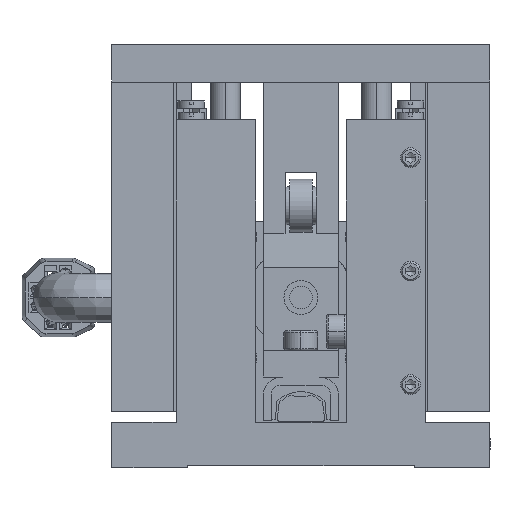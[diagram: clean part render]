
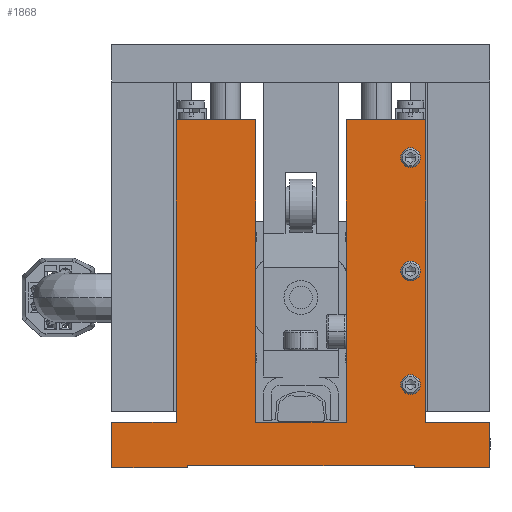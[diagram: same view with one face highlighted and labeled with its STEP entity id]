
A CAD part, left-side view. The second image highlights one B-rep face of the part: STEP entity #1868.
In plain terms, the highlighted planar face has unit normal (-1, 0, 0).
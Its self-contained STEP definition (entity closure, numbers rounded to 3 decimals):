
#1868=ADVANCED_FACE('',(#19227,#19228,#19229,#19230),#19226,.T.);
#19226=PLANE('',#42445);
#19227=FACE_OUTER_BOUND('',#42446,.T.);
#19228=FACE_BOUND('',#42447,.T.);
#19229=FACE_BOUND('',#42448,.T.);
#19230=FACE_BOUND('',#42449,.T.);
#42442=CARTESIAN_POINT('',(-25.,30.,50.6));
#42443=DIRECTION('',(-1.,0.,0.));
#42444=DIRECTION('',(0.,0.,-1.));
#42445=AXIS2_PLACEMENT_3D('',#42442,#42443,#42444);
#42446=EDGE_LOOP('',(#60792,#60793,#60794,#60795,#60796,#60797,#60798,#60799,#60800,#60801,#60802,#60803,#60804,#60805,#60806,#60807));
#42447=EDGE_LOOP('',(#60808,#60809));
#42448=EDGE_LOOP('',(#60810,#60811));
#42449=EDGE_LOOP('',(#60812,#60813));
#60792=ORIENTED_EDGE('',*,*,#71070,.T.);
#60793=ORIENTED_EDGE('',*,*,#71074,.T.);
#60794=ORIENTED_EDGE('',*,*,#70986,.T.);
#60795=ORIENTED_EDGE('',*,*,#71075,.T.);
#60796=ORIENTED_EDGE('',*,*,#71076,.T.);
#60797=ORIENTED_EDGE('',*,*,#71077,.T.);
#60798=ORIENTED_EDGE('',*,*,#71078,.T.);
#60799=ORIENTED_EDGE('',*,*,#69155,.T.);
#60800=ORIENTED_EDGE('',*,*,#69261,.T.);
#60801=ORIENTED_EDGE('',*,*,#69204,.F.);
#60802=ORIENTED_EDGE('',*,*,#71079,.T.);
#60803=ORIENTED_EDGE('',*,*,#70829,.T.);
#60804=ORIENTED_EDGE('',*,*,#70771,.T.);
#60805=ORIENTED_EDGE('',*,*,#70822,.F.);
#60806=ORIENTED_EDGE('',*,*,#71080,.T.);
#60807=ORIENTED_EDGE('',*,*,#71081,.F.);
#60808=ORIENTED_EDGE('',*,*,#71082,.F.);
#60809=ORIENTED_EDGE('',*,*,#71083,.F.);
#60810=ORIENTED_EDGE('',*,*,#71084,.F.);
#60811=ORIENTED_EDGE('',*,*,#71085,.F.);
#60812=ORIENTED_EDGE('',*,*,#71086,.F.);
#60813=ORIENTED_EDGE('',*,*,#71087,.F.);
#69155=EDGE_CURVE('',#88286,#88279,#88287,.T.);
#69204=EDGE_CURVE('',#88612,#88605,#88619,.T.);
#69261=EDGE_CURVE('',#88279,#88605,#89006,.T.);
#70771=EDGE_CURVE('',#99101,#99094,#99102,.T.);
#70822=EDGE_CURVE('',#99437,#99094,#99444,.T.);
#70829=EDGE_CURVE('',#99492,#99101,#99493,.T.);
#70986=EDGE_CURVE('',#100567,#100560,#100568,.T.);
#71070=EDGE_CURVE('',#101129,#101122,#101130,.T.);
#71074=EDGE_CURVE('',#101122,#100567,#101156,.T.);
#71075=EDGE_CURVE('',#100560,#101162,#101163,.T.);
#71076=EDGE_CURVE('',#101162,#101169,#101170,.T.);
#71077=EDGE_CURVE('',#101169,#101176,#101177,.T.);
#71078=EDGE_CURVE('',#101176,#88286,#101183,.T.);
#71079=EDGE_CURVE('',#88612,#99492,#101189,.T.);
#71080=EDGE_CURVE('',#99437,#101195,#101196,.T.);
#71081=EDGE_CURVE('',#101129,#101195,#101202,.T.);
#71082=EDGE_CURVE('',#101208,#101209,#101210,.T.);
#71083=EDGE_CURVE('',#101209,#101208,#101216,.T.);
#71084=EDGE_CURVE('',#101222,#101223,#101224,.T.);
#71085=EDGE_CURVE('',#101223,#101222,#101230,.T.);
#71086=EDGE_CURVE('',#101236,#101237,#101238,.T.);
#71087=EDGE_CURVE('',#101237,#101236,#101244,.T.);
#88279=VERTEX_POINT('',#126507);
#88286=VERTEX_POINT('',#126511);
#88287=LINE('',#126512,#126513);
#88605=VERTEX_POINT('',#126698);
#88612=VERTEX_POINT('',#126702);
#88619=LINE('',#126706,#126707);
#89006=LINE('',#126947,#126948);
#99094=VERTEX_POINT('',#132937);
#99101=VERTEX_POINT('',#132941);
#99102=LINE('',#132942,#132943);
#99437=VERTEX_POINT('',#133142);
#99444=LINE('',#133146,#133147);
#99492=VERTEX_POINT('',#133179);
#99493=LINE('',#133180,#133181);
#100560=VERTEX_POINT('',#133881);
#100567=VERTEX_POINT('',#133885);
#100568=LINE('',#133886,#133887);
#101122=VERTEX_POINT('',#134238);
#101129=VERTEX_POINT('',#134242);
#101130=LINE('',#134243,#134244);
#101156=LINE('',#134259,#134260);
#101162=VERTEX_POINT('',#134262);
#101163=LINE('',#134263,#134264);
#101169=VERTEX_POINT('',#134266);
#101170=LINE('',#134267,#134268);
#101176=VERTEX_POINT('',#134270);
#101177=LINE('',#134271,#134272);
#101183=LINE('',#134274,#134275);
#101189=LINE('',#134277,#134278);
#101195=VERTEX_POINT('',#134280);
#101196=LINE('',#134281,#134282);
#101202=LINE('',#134284,#134285);
#101208=VERTEX_POINT('',#134287);
#101209=VERTEX_POINT('',#134288);
#101210=CIRCLE('',#134292,1.3);
#101216=CIRCLE('',#134296,1.3);
#101222=VERTEX_POINT('',#134297);
#101223=VERTEX_POINT('',#134298);
#101224=CIRCLE('',#134302,1.3);
#101230=CIRCLE('',#134306,1.3);
#101236=VERTEX_POINT('',#134307);
#101237=VERTEX_POINT('',#134308);
#101238=CIRCLE('',#134312,1.3);
#101244=CIRCLE('',#134316,1.3);
#126507=CARTESIAN_POINT('',(-25.,-16.5,46.));
#126511=CARTESIAN_POINT('',(-25.,-16.5,6.));
#126512=CARTESIAN_POINT('',(-25.,-16.5,6.));
#126513=VECTOR('',#126514,40.);
#126514=DIRECTION('',(0.,0.,1.));
#126698=CARTESIAN_POINT('',(-25.,-6.,46.));
#126702=CARTESIAN_POINT('',(-25.,-6.,6.));
#126706=CARTESIAN_POINT('',(-25.,-6.,6.));
#126707=VECTOR('',#126708,40.);
#126708=DIRECTION('',(0.,0.,1.));
#126947=CARTESIAN_POINT('',(-25.,-16.5,46.));
#126948=VECTOR('',#126949,10.5);
#126949=DIRECTION('',(0.,1.,0.));
#132937=CARTESIAN_POINT('',(-25.,16.5,46.));
#132941=CARTESIAN_POINT('',(-25.,6.,46.));
#132942=CARTESIAN_POINT('',(-25.,6.,46.));
#132943=VECTOR('',#132944,10.5);
#132944=DIRECTION('',(0.,1.,0.));
#133142=CARTESIAN_POINT('',(-25.,16.5,6.));
#133146=CARTESIAN_POINT('',(-25.,16.5,6.));
#133147=VECTOR('',#133148,40.);
#133148=DIRECTION('',(0.,0.,1.));
#133179=CARTESIAN_POINT('',(-25.,6.,6.));
#133180=CARTESIAN_POINT('',(-25.,6.,6.));
#133181=VECTOR('',#133182,40.);
#133182=DIRECTION('',(0.,0.,1.));
#133881=CARTESIAN_POINT('',(-25.,-15.,0.3));
#133885=CARTESIAN_POINT('',(-25.,15.,0.3));
#133886=CARTESIAN_POINT('',(-25.,15.,0.3));
#133887=VECTOR('',#133888,30.);
#133888=DIRECTION('',(0.,-1.,0.));
#134238=CARTESIAN_POINT('',(-25.,15.,0.));
#134242=CARTESIAN_POINT('',(-25.,25.,0.));
#134243=CARTESIAN_POINT('',(-25.,25.,0.));
#134244=VECTOR('',#134245,10.);
#134245=DIRECTION('',(0.,-1.,0.));
#134259=CARTESIAN_POINT('',(-25.,15.,0.));
#134260=VECTOR('',#134261,0.3);
#134261=DIRECTION('',(0.,0.,1.));
#134262=CARTESIAN_POINT('',(-25.,-15.,0.));
#134263=CARTESIAN_POINT('',(-25.,-15.,0.3));
#134264=VECTOR('',#134265,0.3);
#134265=DIRECTION('',(0.,0.,-1.));
#134266=CARTESIAN_POINT('',(-25.,-25.,0.));
#134267=CARTESIAN_POINT('',(-25.,-15.,0.));
#134268=VECTOR('',#134269,10.);
#134269=DIRECTION('',(0.,-1.,0.));
#134270=CARTESIAN_POINT('',(-25.,-25.,6.));
#134271=CARTESIAN_POINT('',(-25.,-25.,0.));
#134272=VECTOR('',#134273,6.);
#134273=DIRECTION('',(0.,0.,1.));
#134274=CARTESIAN_POINT('',(-25.,-25.,6.));
#134275=VECTOR('',#134276,8.5);
#134276=DIRECTION('',(0.,1.,0.));
#134277=CARTESIAN_POINT('',(-25.,-6.,6.));
#134278=VECTOR('',#134279,12.);
#134279=DIRECTION('',(0.,1.,0.));
#134280=CARTESIAN_POINT('',(-25.,25.,6.));
#134281=CARTESIAN_POINT('',(-25.,16.5,6.));
#134282=VECTOR('',#134283,8.5);
#134283=DIRECTION('',(0.,1.,0.));
#134284=CARTESIAN_POINT('',(-25.,25.,0.));
#134285=VECTOR('',#134286,6.);
#134286=DIRECTION('',(0.,0.,1.));
#134287=CARTESIAN_POINT('',(-25.,-14.5,24.7));
#134288=CARTESIAN_POINT('',(-25.,-14.5,27.3));
#134289=CARTESIAN_POINT('',(-25.,-14.5,26.));
#134290=DIRECTION('',(-1.,0.,0.));
#134291=DIRECTION('',(0.,0.,1.));
#134292=AXIS2_PLACEMENT_3D('',#134289,#134290,#134291);
#134293=CARTESIAN_POINT('',(-25.,-14.5,26.));
#134294=DIRECTION('',(-1.,0.,0.));
#134295=DIRECTION('',(0.,0.,1.));
#134296=AXIS2_PLACEMENT_3D('',#134293,#134294,#134295);
#134297=CARTESIAN_POINT('',(-25.,-14.5,39.7));
#134298=CARTESIAN_POINT('',(-25.,-14.5,42.3));
#134299=CARTESIAN_POINT('',(-25.,-14.5,41.));
#134300=DIRECTION('',(-1.,0.,0.));
#134301=DIRECTION('',(0.,0.,1.));
#134302=AXIS2_PLACEMENT_3D('',#134299,#134300,#134301);
#134303=CARTESIAN_POINT('',(-25.,-14.5,41.));
#134304=DIRECTION('',(-1.,0.,0.));
#134305=DIRECTION('',(0.,0.,1.));
#134306=AXIS2_PLACEMENT_3D('',#134303,#134304,#134305);
#134307=CARTESIAN_POINT('',(-25.,-14.5,9.7));
#134308=CARTESIAN_POINT('',(-25.,-14.5,12.3));
#134309=CARTESIAN_POINT('',(-25.,-14.5,11.));
#134310=DIRECTION('',(-1.,0.,0.));
#134311=DIRECTION('',(0.,0.,1.));
#134312=AXIS2_PLACEMENT_3D('',#134309,#134310,#134311);
#134313=CARTESIAN_POINT('',(-25.,-14.5,11.));
#134314=DIRECTION('',(-1.,0.,0.));
#134315=DIRECTION('',(0.,0.,1.));
#134316=AXIS2_PLACEMENT_3D('',#134313,#134314,#134315);
